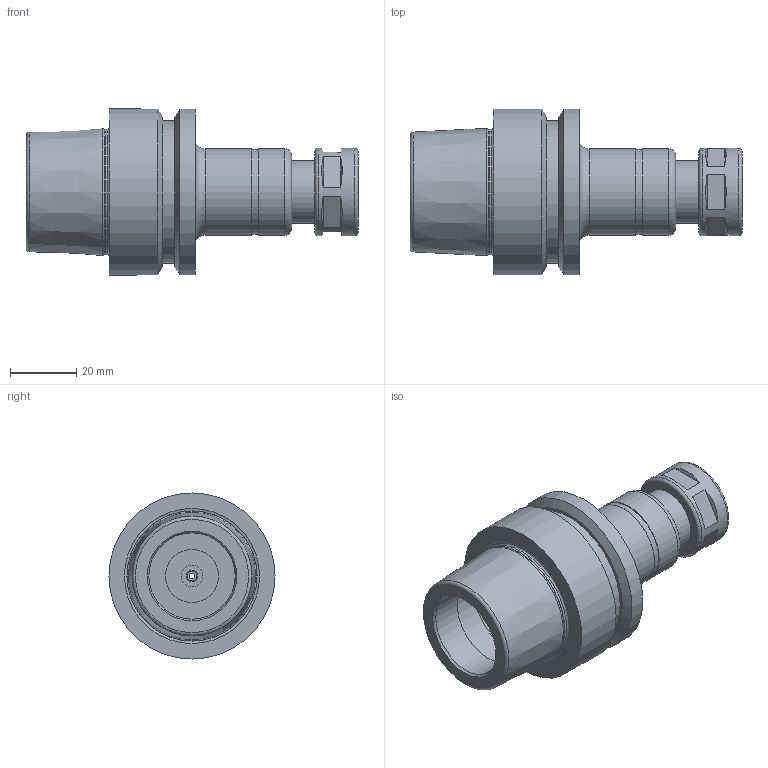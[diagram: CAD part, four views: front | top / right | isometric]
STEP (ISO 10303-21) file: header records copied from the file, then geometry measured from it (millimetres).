
FILE_DESCRIPTION((''),'2;1');
FILE_NAME('536054109075-3D.stp','2022-01-31T15:52:47',('nttooll'),(''),'Autodesk Inventor 2012','Autodesk Inventor 2012','');
FILE_SCHEMA(('AUTOMOTIVE_DESIGN { 1 0 10303 214 1 1 1 1 }'));
Length unit declared in the file: millimetre
Products named in the file (1): 536054109075-3D
Bounding box: 100 x 50 x 50 mm (x, y, z)
Volume: 70874.5 mm3; surface area: 21904.3 mm2
Topology: 1 solids, 1 shells, 100 faces, 172 edges, 106 vertices
Faces by surface type: plane 46, cylinder 29, cone 16, torus 9
Full cylindrical faces by diameter (mm): 1.7 x1, 3 x1, 3.5 x1, 6.5 x1, 7 x1, 7.787 x1, 8.8 x1, 9.3 x1, 10 x2, 10.5 x1, 13 x1, 13.5 x1, 15.5 x1, 16 x1, 16.4 x1, 19 x2, 25.6 x1, 26 x4, 26.3 x1, 32 x1, 37.9 x1, 43 x1, 50 x2
Entity records: 2142 total; most frequent: DIRECTION 414, CARTESIAN_POINT 325, ORIENTED_EDGE 236, AXIS2_PLACEMENT_3D 195, EDGE_LOOP 188, EDGE_CURVE 118, VERTEX_POINT 106, FACE_OUTER_BOUND 100
